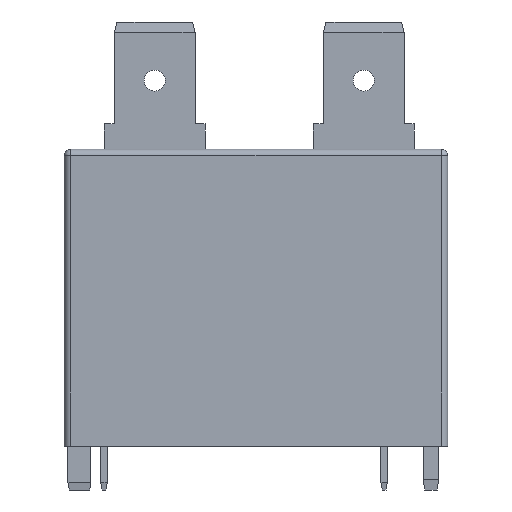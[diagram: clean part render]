
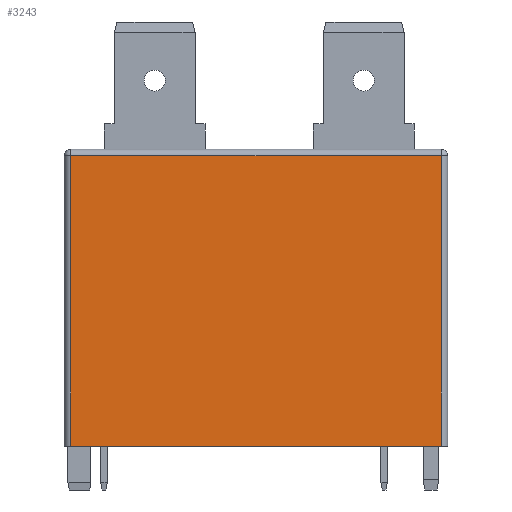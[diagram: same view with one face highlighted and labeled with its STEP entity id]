
A CAD part, front view. The second image highlights one B-rep face of the part: STEP entity #3243.
In plain terms, the highlighted planar face has unit normal (0, -1, 0).
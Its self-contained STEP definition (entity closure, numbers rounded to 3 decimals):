
#27 = LINE ( 'NONE', #7946, #15076 ) ;
#1005 = VECTOR ( 'NONE', #5168, 1000. ) ;
#1377 = CARTESIAN_POINT ( 'NONE',  ( -14.55, -7.85, 0. ) ) ;
#1399 = DIRECTION ( 'NONE',  ( 0., 0., -1. ) ) ;
#1579 = LINE ( 'NONE', #11912, #16496 ) ;
#2453 = LINE ( 'NONE', #7763, #1005 ) ;
#3243 = ADVANCED_FACE ( 'NONE', ( #9858 ), #4193, .F. ) ;
#4044 = CARTESIAN_POINT ( 'NONE',  ( 14.55, -7.85, 22.8 ) ) ;
#4193 = PLANE ( 'NONE',  #15551 ) ;
#4330 = CARTESIAN_POINT ( 'NONE',  ( -15.05, -7.85, 22.8 ) ) ;
#4538 = EDGE_CURVE ( 'NONE', #14318, #6351, #9917, .T. ) ;
#4640 = EDGE_LOOP ( 'NONE', ( #5174, #8418, #7932, #13349 ) ) ;
#4700 = CARTESIAN_POINT ( 'NONE',  ( -14.55, -7.85, 22.8 ) ) ;
#5168 = DIRECTION ( 'NONE',  ( 1., 0., 0. ) ) ;
#5174 = ORIENTED_EDGE ( 'NONE', *, *, #4538, .T. ) ;
#5607 = CARTESIAN_POINT ( 'NONE',  ( 14.55, -7.85, 0. ) ) ;
#6351 = VERTEX_POINT ( 'NONE', #4700 ) ;
#7763 = CARTESIAN_POINT ( 'NONE',  ( -15.05, -7.85, 0. ) ) ;
#7932 = ORIENTED_EDGE ( 'NONE', *, *, #16132, .T. ) ;
#7946 = CARTESIAN_POINT ( 'NONE',  ( 14.55, -7.85, 23.3 ) ) ;
#8418 = ORIENTED_EDGE ( 'NONE', *, *, #13454, .T. ) ;
#8965 = CARTESIAN_POINT ( 'NONE',  ( -15.05, -7.85, 23.3 ) ) ;
#9655 = DIRECTION ( 'NONE',  ( -1., 0., 0. ) ) ;
#9858 = FACE_OUTER_BOUND ( 'NONE', #4640, .T. ) ;
#9917 = LINE ( 'NONE', #4330, #10460 ) ;
#10460 = VECTOR ( 'NONE', #9655, 1000. ) ;
#11268 = DIRECTION ( 'NONE',  ( 0., 0., 1. ) ) ;
#11539 = DIRECTION ( 'NONE',  ( 0., 1., 0. ) ) ;
#11912 = CARTESIAN_POINT ( 'NONE',  ( -14.55, -7.85, 23.3 ) ) ;
#12453 = VERTEX_POINT ( 'NONE', #1377 ) ;
#13349 = ORIENTED_EDGE ( 'NONE', *, *, #13446, .T. ) ;
#13446 = EDGE_CURVE ( 'NONE', #14046, #14318, #27, .T. ) ;
#13454 = EDGE_CURVE ( 'NONE', #6351, #12453, #1579, .T. ) ;
#13590 = DIRECTION ( 'NONE',  ( 0., 0., 1. ) ) ;
#14046 = VERTEX_POINT ( 'NONE', #5607 ) ;
#14318 = VERTEX_POINT ( 'NONE', #4044 ) ;
#15076 = VECTOR ( 'NONE', #13590, 1000. ) ;
#15551 = AXIS2_PLACEMENT_3D ( 'NONE', #8965, #11539, #11268 ) ;
#16132 = EDGE_CURVE ( 'NONE', #12453, #14046, #2453, .T. ) ;
#16496 = VECTOR ( 'NONE', #1399, 1000. ) ;
